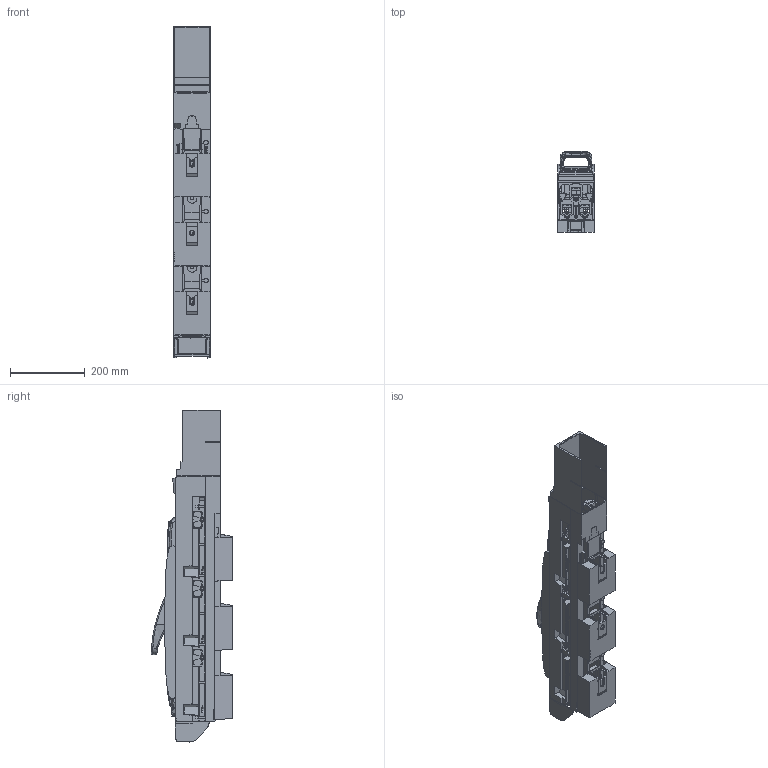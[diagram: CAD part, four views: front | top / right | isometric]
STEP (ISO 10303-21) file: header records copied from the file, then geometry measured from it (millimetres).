
FILE_DESCRIPTION((''),'2;1');
FILE_NAME('1SEP622002R0001_ASM','2023-03-01T15:45:57',('20724'),(''),'CREO PARAMETRIC BY PTC INC, 2016390','CREO PARAMETRIC BY PTC INC, 2016390','');
FILE_SCHEMA(('AUTOMOTIVE_DESIGN { 1 0 10303 214 1 1 1 1 }'));
Products named in the file (1): 1SEP622002R0001_ASM
Bounding box: 99.04 x 217.78 x 889.74 mm (x, y, z)
Surface area: 846026.5 mm2 (no closed solid volume)
Topology: 0 solids, 324 shells, 2408 faces, 10815 edges, 8611 vertices
Faces by surface type: plane 1555, bspline 358, cylinder 338, cone 79, torus 57, extrusion 21
Entity records: 260382 total; most frequent: CARTESIAN_POINT 147183, ORIENTED_EDGE 15581, DIRECTION 12452, EDGE_CURVE 10802, PRESENTATION_STYLE_ASSIGNMENT 10130, STYLED_ITEM 9671, CURVE_STYLE 8995, VERTEX_POINT 8610
